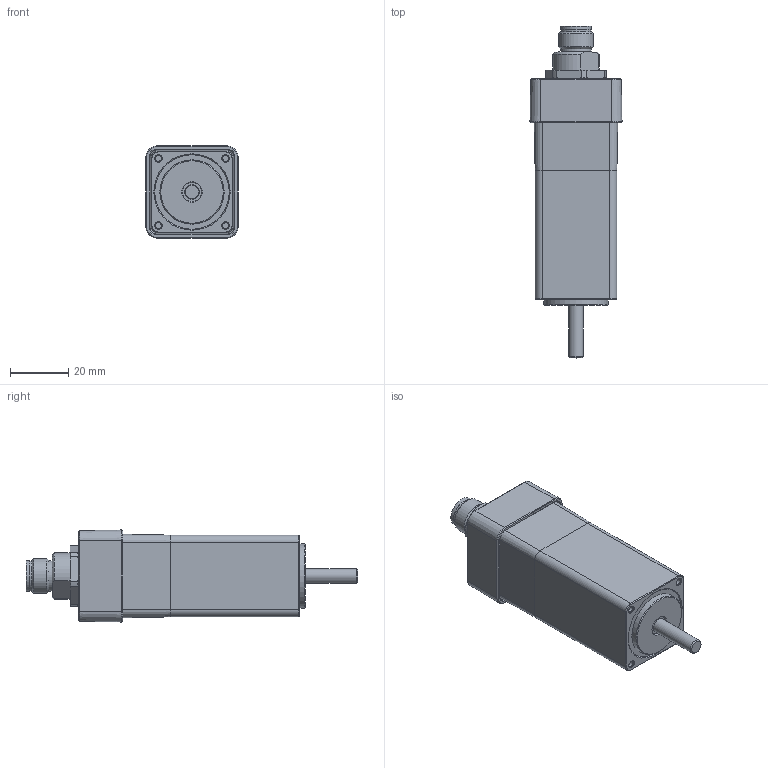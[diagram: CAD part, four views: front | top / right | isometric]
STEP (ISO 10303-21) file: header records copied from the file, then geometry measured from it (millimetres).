
FILE_DESCRIPTION(/* description */ (''),/* implementation_level */ '2;1');
FILE_NAME(/* name */ 'PD1-C281L15-E-65-x.stp',/* time_stamp */ '2023-11-02T15:44:56+01:00',/* author */ ('angelika.schneid'),/* organization */ (''),/* preprocessor_version */ 'ST-DEVELOPER v18.1',/* originating_system */ 'Autodesk Inventor 2021',/* authorisation */ '');
FILE_SCHEMA (('AUTOMOTIVE_DESIGN { 1 0 10303 214 3 1 1 }'));
Products named in the file (1): PD1-C281S15-E-OF-2
Bounding box: 31.51 x 113.66 x 31.51 mm (x, y, z)
Volume: 69589.4 mm3; surface area: 28536.8 mm2
Topology: 11 solids, 17 shells, 1160 faces, 3020 edges, 1931 vertices
Faces by surface type: plane 564, cylinder 316, cone 114, bspline 79, torus 61, sphere 26
Full cylindrical faces by diameter (mm): 0.6 x8, 0.67 x4, 0.8 x4, 1 x11, 1.07 x4, 1.1 x4, 1.2 x9, 1.4 x4, 1.5 x4, 2.05 x4, 2.256 x4, 2.3 x2, 2.5 x10, 2.8 x4, 3.8 x2, 4 x2, 5 x1, 5.5 x4, 8.35 x1, 10.5 x1, 10.6 x2, 12 x1, 13 x1, 13.2 x2, 16 x1, 17.18 x1, 22 x1
Entity records: 49056 total; most frequent: CARTESIAN_POINT 19434, DIRECTION 6000, ORIENTED_EDGE 5984, EDGE_CURVE 2998, AXIS2_PLACEMENT_3D 2181, VERTEX_POINT 1931, LINE 1638, VECTOR 1638
